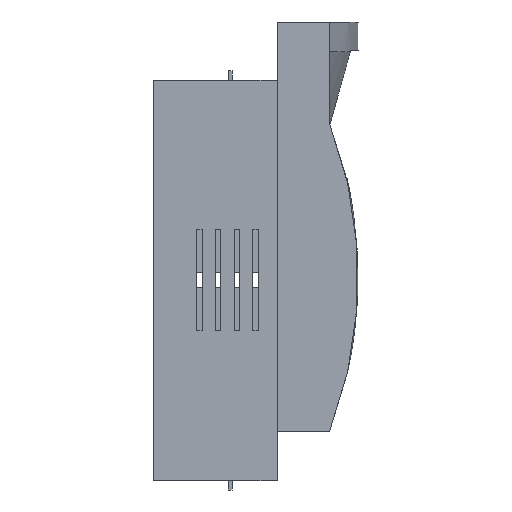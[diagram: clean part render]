
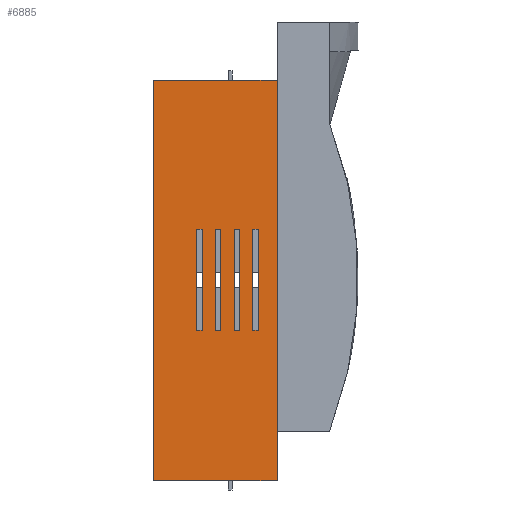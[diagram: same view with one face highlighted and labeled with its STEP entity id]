
A CAD part, left-side view. The second image highlights one B-rep face of the part: STEP entity #6885.
In plain terms, the highlighted face is planar.
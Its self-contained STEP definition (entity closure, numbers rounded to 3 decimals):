
#279=LINE('',#10434,#1154);
#280=LINE('',#10437,#1155);
#281=LINE('',#10439,#1156);
#282=LINE('',#10441,#1157);
#283=LINE('',#10442,#1158);
#284=LINE('',#10445,#1159);
#285=LINE('',#10447,#1160);
#286=LINE('',#10449,#1161);
#287=LINE('',#10450,#1162);
#288=LINE('',#10453,#1163);
#289=LINE('',#10455,#1164);
#290=LINE('',#10457,#1165);
#291=LINE('',#10458,#1166);
#292=LINE('',#10461,#1167);
#293=LINE('',#10463,#1168);
#294=LINE('',#10465,#1169);
#295=LINE('',#10466,#1170);
#296=LINE('',#10469,#1171);
#297=LINE('',#10471,#1172);
#298=LINE('',#10473,#1173);
#1154=VECTOR('',#8508,1000.);
#1155=VECTOR('',#8509,1000.);
#1156=VECTOR('',#8510,1000.);
#1157=VECTOR('',#8511,1000.);
#1158=VECTOR('',#8512,1000.);
#1159=VECTOR('',#8513,1000.);
#1160=VECTOR('',#8514,1000.);
#1161=VECTOR('',#8515,1000.);
#1162=VECTOR('',#8516,1000.);
#1163=VECTOR('',#8517,1000.);
#1164=VECTOR('',#8518,1000.);
#1165=VECTOR('',#8519,1000.);
#1166=VECTOR('',#8520,1000.);
#1167=VECTOR('',#8521,1000.);
#1168=VECTOR('',#8522,1000.);
#1169=VECTOR('',#8523,1000.);
#1170=VECTOR('',#8524,1000.);
#1171=VECTOR('',#8525,1000.);
#1172=VECTOR('',#8526,1000.);
#1173=VECTOR('',#8527,1000.);
#2071=ORIENTED_EDGE('',*,*,#4071,.F.);
#2072=ORIENTED_EDGE('',*,*,#4072,.F.);
#2073=ORIENTED_EDGE('',*,*,#4073,.T.);
#2074=ORIENTED_EDGE('',*,*,#4074,.T.);
#2075=ORIENTED_EDGE('',*,*,#4075,.F.);
#2076=ORIENTED_EDGE('',*,*,#4076,.F.);
#2077=ORIENTED_EDGE('',*,*,#4077,.F.);
#2078=ORIENTED_EDGE('',*,*,#4078,.F.);
#2079=ORIENTED_EDGE('',*,*,#4079,.F.);
#2080=ORIENTED_EDGE('',*,*,#4080,.F.);
#2081=ORIENTED_EDGE('',*,*,#4081,.F.);
#2082=ORIENTED_EDGE('',*,*,#4082,.F.);
#2083=ORIENTED_EDGE('',*,*,#4083,.F.);
#2084=ORIENTED_EDGE('',*,*,#4084,.F.);
#2085=ORIENTED_EDGE('',*,*,#4085,.F.);
#2086=ORIENTED_EDGE('',*,*,#4086,.F.);
#2087=ORIENTED_EDGE('',*,*,#4087,.F.);
#2088=ORIENTED_EDGE('',*,*,#4088,.F.);
#2089=ORIENTED_EDGE('',*,*,#4089,.F.);
#2090=ORIENTED_EDGE('',*,*,#4090,.F.);
#4071=EDGE_CURVE('',#5068,#5069,#279,.T.);
#4072=EDGE_CURVE('',#5070,#5068,#280,.T.);
#4073=EDGE_CURVE('',#5070,#5071,#281,.T.);
#4074=EDGE_CURVE('',#5071,#5069,#282,.T.);
#4075=EDGE_CURVE('',#5072,#5073,#283,.T.);
#4076=EDGE_CURVE('',#5074,#5072,#284,.T.);
#4077=EDGE_CURVE('',#5075,#5074,#285,.T.);
#4078=EDGE_CURVE('',#5073,#5075,#286,.T.);
#4079=EDGE_CURVE('',#5076,#5077,#287,.T.);
#4080=EDGE_CURVE('',#5078,#5076,#288,.T.);
#4081=EDGE_CURVE('',#5079,#5078,#289,.T.);
#4082=EDGE_CURVE('',#5077,#5079,#290,.T.);
#4083=EDGE_CURVE('',#5080,#5081,#291,.T.);
#4084=EDGE_CURVE('',#5082,#5080,#292,.T.);
#4085=EDGE_CURVE('',#5083,#5082,#293,.T.);
#4086=EDGE_CURVE('',#5081,#5083,#294,.T.);
#4087=EDGE_CURVE('',#5084,#5085,#295,.T.);
#4088=EDGE_CURVE('',#5086,#5084,#296,.T.);
#4089=EDGE_CURVE('',#5087,#5086,#297,.T.);
#4090=EDGE_CURVE('',#5085,#5087,#298,.T.);
#5068=VERTEX_POINT('',#10435);
#5069=VERTEX_POINT('',#10436);
#5070=VERTEX_POINT('',#10438);
#5071=VERTEX_POINT('',#10440);
#5072=VERTEX_POINT('',#10443);
#5073=VERTEX_POINT('',#10444);
#5074=VERTEX_POINT('',#10446);
#5075=VERTEX_POINT('',#10448);
#5076=VERTEX_POINT('',#10451);
#5077=VERTEX_POINT('',#10452);
#5078=VERTEX_POINT('',#10454);
#5079=VERTEX_POINT('',#10456);
#5080=VERTEX_POINT('',#10459);
#5081=VERTEX_POINT('',#10460);
#5082=VERTEX_POINT('',#10462);
#5083=VERTEX_POINT('',#10464);
#5084=VERTEX_POINT('',#10467);
#5085=VERTEX_POINT('',#10468);
#5086=VERTEX_POINT('',#10470);
#5087=VERTEX_POINT('',#10472);
#5759=EDGE_LOOP('',(#2071,#2072,#2073,#2074));
#5760=EDGE_LOOP('',(#2075,#2076,#2077,#2078));
#5761=EDGE_LOOP('',(#2079,#2080,#2081,#2082));
#5762=EDGE_LOOP('',(#2083,#2084,#2085,#2086));
#5763=EDGE_LOOP('',(#2087,#2088,#2089,#2090));
#6192=FACE_BOUND('',#5759,.T.);
#6193=FACE_BOUND('',#5760,.T.);
#6194=FACE_BOUND('',#5761,.T.);
#6195=FACE_BOUND('',#5762,.T.);
#6196=FACE_BOUND('',#5763,.T.);
#6589=PLANE('',#7866);
#6885=ADVANCED_FACE('',(#6192,#6193,#6194,#6195,#6196),#6589,.T.);
#7866=AXIS2_PLACEMENT_3D('',#10433,#8506,#8507);
#8506=DIRECTION('',(0.,0.,1.));
#8507=DIRECTION('',(1.,0.,0.));
#8508=DIRECTION('',(1.,0.,0.));
#8509=DIRECTION('',(0.,1.,0.));
#8510=DIRECTION('',(1.,0.,0.));
#8511=DIRECTION('',(0.,1.,0.));
#8512=DIRECTION('',(1.,0.,0.));
#8513=DIRECTION('',(0.,-1.,0.));
#8514=DIRECTION('',(-1.,0.,0.));
#8515=DIRECTION('',(0.,1.,0.));
#8516=DIRECTION('',(1.,0.,0.));
#8517=DIRECTION('',(0.,-1.,0.));
#8518=DIRECTION('',(-1.,0.,0.));
#8519=DIRECTION('',(0.,1.,0.));
#8520=DIRECTION('',(1.,0.,0.));
#8521=DIRECTION('',(0.,-1.,0.));
#8522=DIRECTION('',(-1.,0.,0.));
#8523=DIRECTION('',(0.,1.,0.));
#8524=DIRECTION('',(1.,0.,0.));
#8525=DIRECTION('',(0.,-1.,0.));
#8526=DIRECTION('',(-1.,0.,0.));
#8527=DIRECTION('',(0.,1.,0.));
#10433=CARTESIAN_POINT('',(0.,-214.,92.));
#10434=CARTESIAN_POINT('',(0.,0.,92.));
#10435=CARTESIAN_POINT('',(0.,0.,92.));
#10436=CARTESIAN_POINT('',(66.,0.,92.));
#10437=CARTESIAN_POINT('',(0.,-214.,92.));
#10438=CARTESIAN_POINT('',(0.,-214.,92.));
#10439=CARTESIAN_POINT('',(0.,-214.,92.));
#10440=CARTESIAN_POINT('',(66.,-214.,92.));
#10441=CARTESIAN_POINT('',(66.,-214.,92.));
#10442=CARTESIAN_POINT('',(53.,-133.67,92.));
#10443=CARTESIAN_POINT('',(53.,-133.67,92.));
#10444=CARTESIAN_POINT('',(56.,-133.67,92.));
#10445=CARTESIAN_POINT('',(53.,-79.67,92.));
#10446=CARTESIAN_POINT('',(53.,-79.67,92.));
#10447=CARTESIAN_POINT('',(56.,-79.67,92.));
#10448=CARTESIAN_POINT('',(56.,-79.67,92.));
#10449=CARTESIAN_POINT('',(56.,-133.67,92.));
#10450=CARTESIAN_POINT('',(23.,-133.67,92.));
#10451=CARTESIAN_POINT('',(23.,-133.67,92.));
#10452=CARTESIAN_POINT('',(26.,-133.67,92.));
#10453=CARTESIAN_POINT('',(23.,-79.67,92.));
#10454=CARTESIAN_POINT('',(23.,-79.67,92.));
#10455=CARTESIAN_POINT('',(26.,-79.67,92.));
#10456=CARTESIAN_POINT('',(26.,-79.67,92.));
#10457=CARTESIAN_POINT('',(26.,-133.67,92.));
#10458=CARTESIAN_POINT('',(33.,-133.67,92.));
#10459=CARTESIAN_POINT('',(33.,-133.67,92.));
#10460=CARTESIAN_POINT('',(36.,-133.67,92.));
#10461=CARTESIAN_POINT('',(33.,-79.67,92.));
#10462=CARTESIAN_POINT('',(33.,-79.67,92.));
#10463=CARTESIAN_POINT('',(36.,-79.67,92.));
#10464=CARTESIAN_POINT('',(36.,-79.67,92.));
#10465=CARTESIAN_POINT('',(36.,-133.67,92.));
#10466=CARTESIAN_POINT('',(43.,-133.67,92.));
#10467=CARTESIAN_POINT('',(43.,-133.67,92.));
#10468=CARTESIAN_POINT('',(46.,-133.67,92.));
#10469=CARTESIAN_POINT('',(43.,-79.67,92.));
#10470=CARTESIAN_POINT('',(43.,-79.67,92.));
#10471=CARTESIAN_POINT('',(46.,-79.67,92.));
#10472=CARTESIAN_POINT('',(46.,-79.67,92.));
#10473=CARTESIAN_POINT('',(46.,-133.67,92.));
